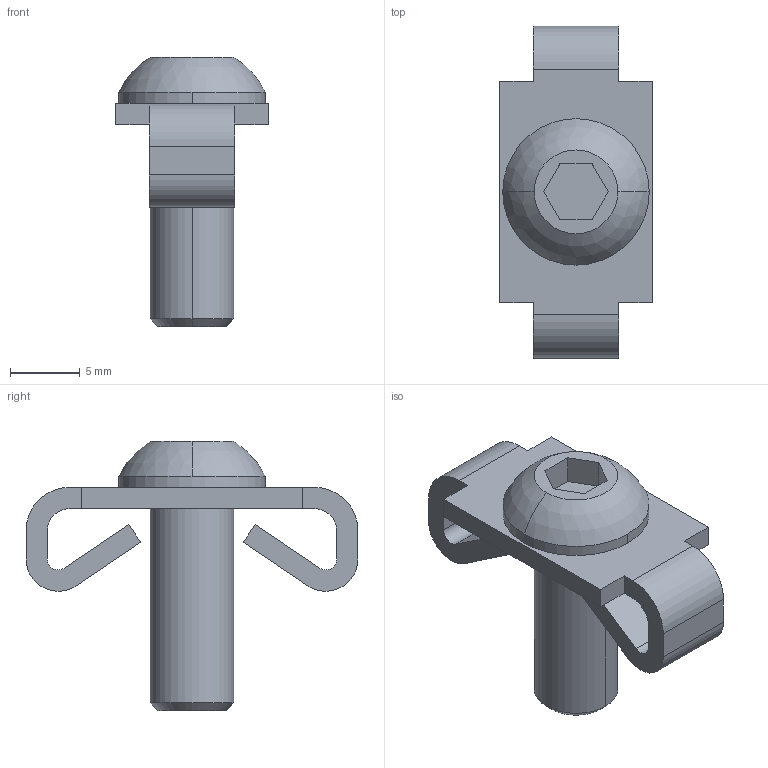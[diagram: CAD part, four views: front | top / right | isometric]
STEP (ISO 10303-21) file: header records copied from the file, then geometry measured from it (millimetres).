
FILE_DESCRIPTION((''),'2;1');
FILE_NAME('10FAC3755.stp','2015-07-07T13:39:15',(''),(''),'Mechanical Desktop 2011','Mechanical Desktop 2011',', , ');
FILE_SCHEMA(('AUTOMOTIVE_DESIGN { 1 2 10303 214 1 1 1 1 }'));
Length unit declared in the file: inch
Products named in the file (1): Product
Bounding box: 10.94 x 23.79 x 19.3 mm (x, y, z)
Volume: 1142.7 mm3; surface area: 1421.4 mm2
Topology: 2 solids, 2 shells, 50 faces, 132 edges, 89 vertices
Faces by surface type: plane 25, bspline 11, cylinder 10, cone 2, sphere 2
Entity records: 1667 total; most frequent: CARTESIAN_POINT 360, ORIENTED_EDGE 262, DIRECTION 249, EDGE_CURVE 131, VECTOR 95, LINE 95, VERTEX_POINT 87, AXIS2_PLACEMENT_3D 77
